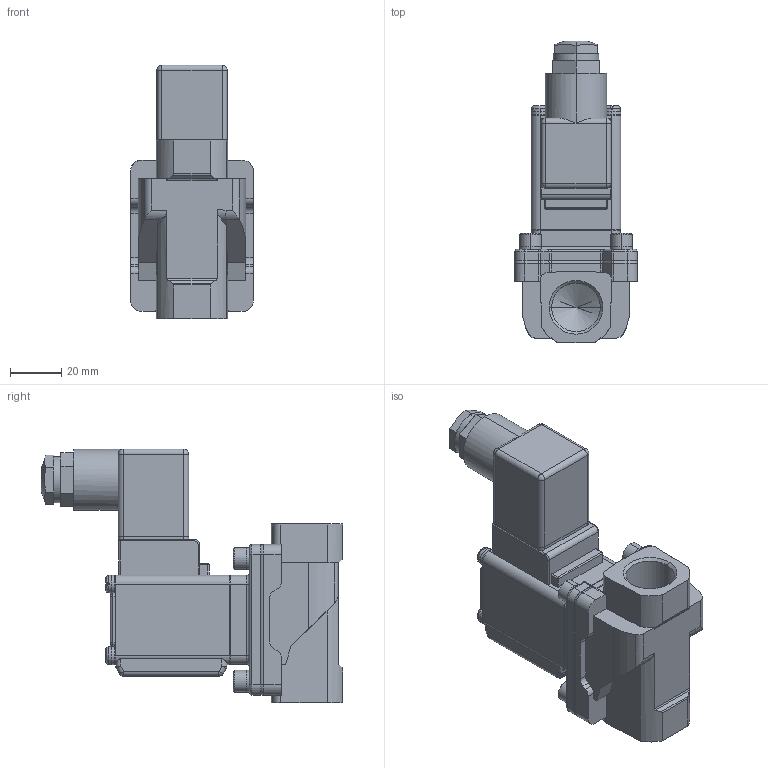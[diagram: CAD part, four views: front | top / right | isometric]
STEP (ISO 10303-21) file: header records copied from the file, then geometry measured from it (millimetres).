
FILE_DESCRIPTION (( 'STEP AP214' ), '1' );
FILE_NAME ('VXZ242FGA.step.step', '2014-11-19T11:55:21', ( 'Windows User' ), ( '' ), 'SwSTEP 2.0', 'SolidWorks 2015', '' );
FILE_SCHEMA (( 'AUTOMOTIVE_DESIGN' ));
Length unit declared in the file: millimetre
Products named in the file (4): VXZ242FGA.step; VXZ242FGA.step_Solenoid_Coil_3; VXZ242FGA.step_DIN; VXZ242FGA.step_C37_Body_4F
Assembly tree (3 placements, depth 2):
  VXZ242FGA.step
    VXZ242FGA.step_C37_Body_4F
    VXZ242FGA.step_DIN
    VXZ242FGA.step_Solenoid_Coil_3
Bounding box: 48 x 117.93 x 99.3 mm (x, y, z)
Volume: 196199.2 mm3; surface area: 36916.6 mm2
Topology: 3 solids, 3 shells, 564 faces, 1396 edges, 838 vertices
Faces by surface type: plane 237, cylinder 207, cone 38, torus 30, sphere 28, bspline 24
Entity records: 21836 total; most frequent: CARTESIAN_POINT 6969, ORIENTED_EDGE 2728, DIRECTION 2719, EDGE_CURVE 1364, AXIS2_PLACEMENT_3D 998, VERTEX_POINT 838, VECTOR 723, LINE 723
